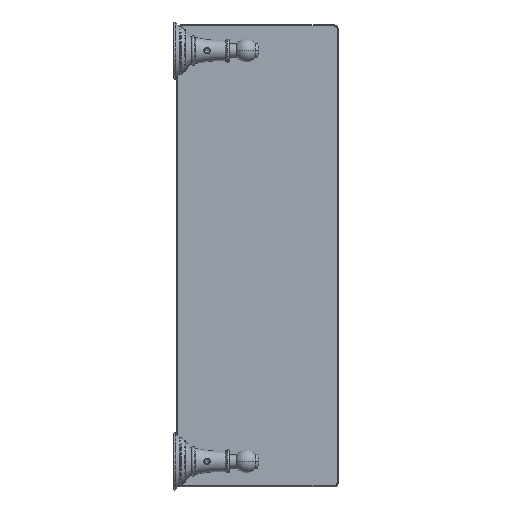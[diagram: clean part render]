
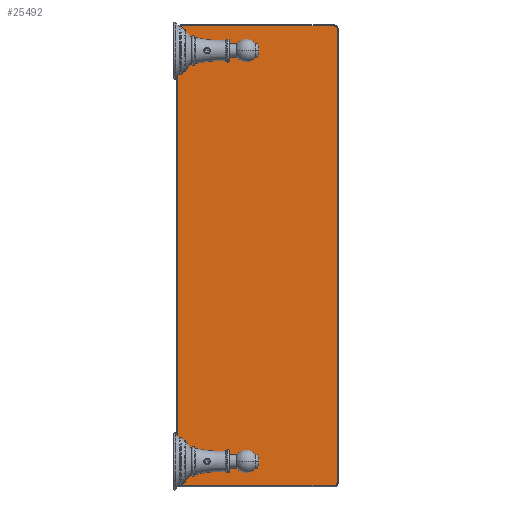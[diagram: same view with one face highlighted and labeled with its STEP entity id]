
A CAD part, front view. The second image highlights one B-rep face of the part: STEP entity #25492.
In plain terms, the highlighted planar face has unit normal (0, -1, 0).
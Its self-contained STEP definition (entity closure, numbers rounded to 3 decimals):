
#24993=CARTESIAN_POINT('',(-224.5,0.,76.));
#24994=DIRECTION('',(0.,-1.,0.));
#24995=DIRECTION('',(0.,0.,1.));
#24996=AXIS2_PLACEMENT_3D('',#24993,#24994,#24995);
#24998=DIRECTION('',(-1.,0.,0.));
#24999=VECTOR('',#24998,449.);
#25000=CARTESIAN_POINT('',(224.5,0.,
79.));
#25001=LINE('',#25000,#24999);
#25002=CARTESIAN_POINT('',(224.5,0.,76.));
#25003=DIRECTION('',(0.,-1.,0.));
#25004=DIRECTION('',(1.,0.,0.));
#25005=AXIS2_PLACEMENT_3D('',#25002,#25003,#25004);
#25007=DIRECTION('',(0.,0.,1.));
#25008=VECTOR('',#25007,152.);
#25009=CARTESIAN_POINT('',(227.5,0.,
-76.));
#25010=LINE('',#25009,#25008);
#25011=CARTESIAN_POINT('',(224.5,0.,-76.));
#25012=DIRECTION('',(0.,-1.,0.));
#25013=DIRECTION('',(0.,0.,-1.));
#25014=AXIS2_PLACEMENT_3D('',#25011,#25012,#25013);
#25016=DIRECTION('',(1.,0.,0.));
#25017=VECTOR('',#25016,449.);
#25018=CARTESIAN_POINT('',(-224.5,0.,
-79.));
#25019=LINE('',#25018,#25017);
#25020=CARTESIAN_POINT('',(-224.5,0.,-76.));
#25021=DIRECTION('',(0.,-1.,0.));
#25022=DIRECTION('',(-1.,0.,0.));
#25023=AXIS2_PLACEMENT_3D('',#25020,#25021,#25022);
#25025=DIRECTION('',(0.,0.,-1.));
#25026=VECTOR('',#25025,152.);
#25027=CARTESIAN_POINT('',(-227.5,0.,
76.));
#25028=LINE('',#25027,#25026);
#25029=CARTESIAN_POINT('',(-203.25,0.,-11.));
#25030=DIRECTION('',(0.,1.,0.));
#25031=DIRECTION('',(0.,0.,-1.));
#25032=AXIS2_PLACEMENT_3D('',#25029,#25030,#25031);
#25034=CARTESIAN_POINT('',(-203.25,0.,-11.));
#25035=DIRECTION('',(0.,1.,0.));
#25036=DIRECTION('',(0.,0.,1.));
#25037=AXIS2_PLACEMENT_3D('',#25034,#25035,#25036);
#25039=CARTESIAN_POINT('',(203.25,0.,-11.));
#25040=DIRECTION('',(0.,1.,0.));
#25041=DIRECTION('',(0.,0.,1.));
#25042=AXIS2_PLACEMENT_3D('',#25039,#25040,#25041);
#25044=CARTESIAN_POINT('',(203.25,0.,-11.));
#25045=DIRECTION('',(0.,1.,0.));
#25046=DIRECTION('',(0.,0.,-1.));
#25047=AXIS2_PLACEMENT_3D('',#25044,#25045,#25046);
#25393=CARTESIAN_POINT('',(-224.5,0.,79.));
#25394=CARTESIAN_POINT('',(-227.5,0.,76.));
#25395=VERTEX_POINT('',#25393);
#25396=VERTEX_POINT('',#25394);
#25401=CARTESIAN_POINT('',(-227.5,0.,
-76.));
#25402=VERTEX_POINT('',#25401);
#25405=CARTESIAN_POINT('',(-224.5,0.,-79.));
#25406=VERTEX_POINT('',#25405);
#25409=CARTESIAN_POINT('',(224.5,0.,-79.));
#25410=VERTEX_POINT('',#25409);
#25413=CARTESIAN_POINT('',(227.5,0.,-76.));
#25414=VERTEX_POINT('',#25413);
#25417=CARTESIAN_POINT('',(227.5,0.,
76.));
#25418=VERTEX_POINT('',#25417);
#25421=CARTESIAN_POINT('',(224.5,0.,79.));
#25422=VERTEX_POINT('',#25421);
#25433=CARTESIAN_POINT('',(-203.25,0.,-16.75));
#25434=CARTESIAN_POINT('',(-203.25,0.,-5.25));
#25435=VERTEX_POINT('',#25433);
#25436=VERTEX_POINT('',#25434);
#25449=CARTESIAN_POINT('',(203.25,0.,-5.25));
#25450=CARTESIAN_POINT('',(203.25,0.,-16.75));
#25451=VERTEX_POINT('',#25449);
#25452=VERTEX_POINT('',#25450);
#25457=CARTESIAN_POINT('',(0.,0.,0.));
#25458=DIRECTION('',(0.,1.,0.));
#25459=DIRECTION('',(1.,0.,0.));
#25460=AXIS2_PLACEMENT_3D('',#25457,#25458,#25459);
#25461=PLANE('',#25460);
#25463=ORIENTED_EDGE('',*,*,#25462,.F.);
#25465=ORIENTED_EDGE('',*,*,#25464,.F.);
#25467=ORIENTED_EDGE('',*,*,#25466,.F.);
#25469=ORIENTED_EDGE('',*,*,#25468,.F.);
#25471=ORIENTED_EDGE('',*,*,#25470,.F.);
#25473=ORIENTED_EDGE('',*,*,#25472,.F.);
#25475=ORIENTED_EDGE('',*,*,#25474,.F.);
#25477=ORIENTED_EDGE('',*,*,#25476,.F.);
#25478=EDGE_LOOP('',(#25463,#25465,#25467,#25469,#25471,#25473,#25475,#25477));
#25479=FACE_OUTER_BOUND('',#25478,.F.);
#25481=ORIENTED_EDGE('',*,*,#25480,.F.);
#25483=ORIENTED_EDGE('',*,*,#25482,.F.);
#25484=EDGE_LOOP('',(#25481,#25483));
#25485=FACE_BOUND('',#25484,.F.);
#25487=ORIENTED_EDGE('',*,*,#25486,.F.);
#25489=ORIENTED_EDGE('',*,*,#25488,.F.);
#25490=EDGE_LOOP('',(#25487,#25489));
#25491=FACE_BOUND('',#25490,.F.);
#25492=ADVANCED_FACE('',(#25479,#25485,#25491),#25461,.F.);
#24997=CIRCLE('',#24996,3.);
#25006=CIRCLE('',#25005,3.);
#25015=CIRCLE('',#25014,3.);
#25024=CIRCLE('',#25023,3.);
#25033=CIRCLE('',#25032,5.75);
#25038=CIRCLE('',#25037,5.75);
#25043=CIRCLE('',#25042,5.75);
#25048=CIRCLE('',#25047,5.75);
#25462=EDGE_CURVE('',#25395,#25396,#24997,.T.);
#25464=EDGE_CURVE('',#25422,#25395,#25001,.T.);
#25466=EDGE_CURVE('',#25418,#25422,#25006,.T.);
#25468=EDGE_CURVE('',#25414,#25418,#25010,.T.);
#25470=EDGE_CURVE('',#25410,#25414,#25015,.T.);
#25472=EDGE_CURVE('',#25406,#25410,#25019,.T.);
#25474=EDGE_CURVE('',#25402,#25406,#25024,.T.);
#25476=EDGE_CURVE('',#25396,#25402,#25028,.T.);
#25480=EDGE_CURVE('',#25435,#25436,#25033,.T.);
#25482=EDGE_CURVE('',#25436,#25435,#25038,.T.);
#25486=EDGE_CURVE('',#25451,#25452,#25043,.T.);
#25488=EDGE_CURVE('',#25452,#25451,#25048,.T.);
